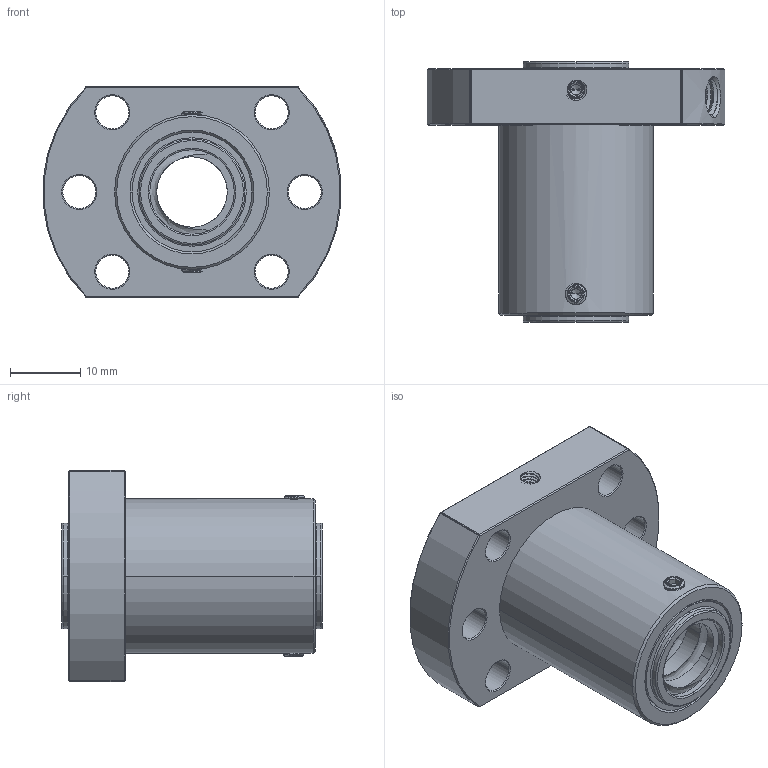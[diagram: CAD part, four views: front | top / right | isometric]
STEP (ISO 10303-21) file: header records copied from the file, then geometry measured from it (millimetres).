
FILE_DESCRIPTION (( 'STEP AP214' ), '1' );
FILE_NAME ('SFU1204 Nut v1.STEP', '2019-07-07T22:43:59', ( '' ), ( '' ), 'SwSTEP 2.0', 'SolidWorks 2018', '' );
FILE_SCHEMA (( 'AUTOMOTIVE_DESIGN' ));
Length unit declared in the file: millimetre
Products named in the file (5): SFU1204 Nut v1; SFU1204 Nut-0.step; SFU1204 Nut v1.step; SFU1204 Nut.step; 92029A100.step
Assembly tree (7 placements, depth 3):
  SFU1204 Nut v1
    SFU1204 Nut v1.step
      92029A100.step  x4
      SFU1204 Nut.step
      SFU1204 Nut-0.step
Bounding box: 42.27 x 37 x 30 mm (x, y, z)
Volume: 14172.9 mm3; surface area: 13013.5 mm2
Topology: 6 solids, 6 shells, 560 faces, 1554 edges, 997 vertices
Faces by surface type: cylinder 356, cone 92, plane 71, bspline 21, torus 20
Full cylindrical faces by diameter (mm): 2.529 x8, 3.086 x8, 5.035 x2, 6.147 x4
Entity records: 28314 total; most frequent: CARTESIAN_POINT 18196, ORIENTED_EDGE 2398, DIRECTION 1642, EDGE_CURVE 1199, VERTEX_POINT 793, AXIS2_PLACEMENT_3D 614, B_SPLINE_CURVE_WITH_KNOTS 544, EDGE_LOOP 446
